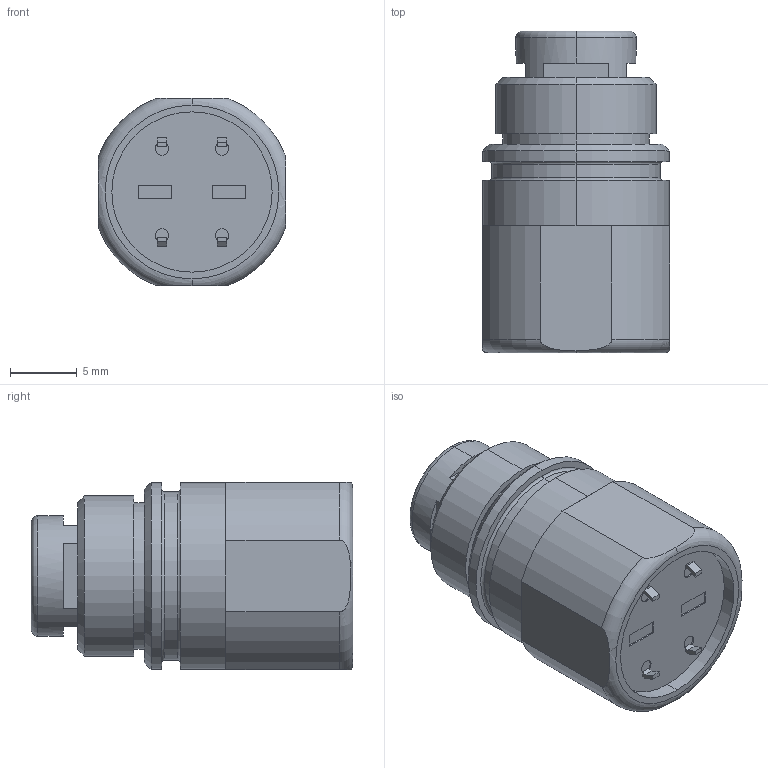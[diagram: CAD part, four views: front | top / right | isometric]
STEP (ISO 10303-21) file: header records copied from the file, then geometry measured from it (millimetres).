
FILE_DESCRIPTION (( 'STEP AP203' ), '1' );
FILE_NAME ('偌聽羲壽俋夤.STEP', '2025-01-16T03:23:54', ( '' ), ( '' ), 'SwSTEP 2.0', 'SolidWorks 2022', '' );
FILE_SCHEMA (( 'CONFIG_CONTROL_DESIGN' ));
Length unit declared in the file: millimetre
Products named in the file (1): 偌聽羲壽俋夤
Bounding box: 14 x 24.07 x 14 mm (x, y, z)
Volume: 3008.4 mm3; surface area: 1719.7 mm2
Topology: 1 solids, 1 shells, 128 faces, 313 edges, 202 vertices
Faces by surface type: plane 70, cylinder 34, torus 16, cone 6, bspline 2
Entity records: 5474 total; most frequent: CARTESIAN_POINT 2338, DIRECTION 655, ORIENTED_EDGE 626, EDGE_CURVE 313, AXIS2_PLACEMENT_3D 243, VERTEX_POINT 202, LINE 169, VECTOR 169
